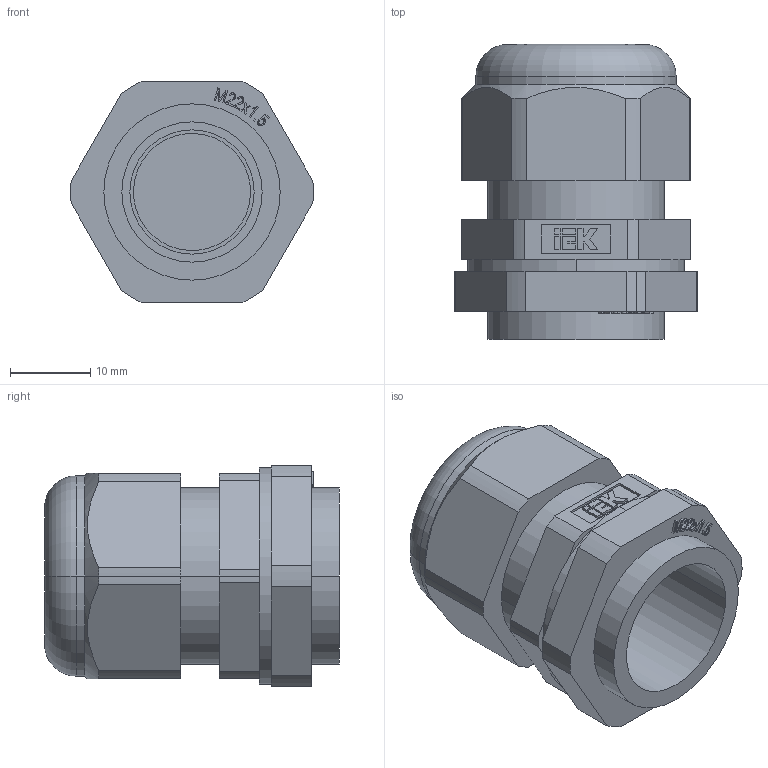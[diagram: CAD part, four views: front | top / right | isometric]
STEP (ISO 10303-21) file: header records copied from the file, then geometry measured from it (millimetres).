
FILE_DESCRIPTION (( 'STEP AP214' ), '1' );
FILE_NAME ('YSA20-14-16-54-K41 Ñàëüíèê PG 16 äèàìåòð ïðîâîäíèêà 9-13ìì IP54 ÈÝÊ.STEP', '2016-11-29T08:28:21', ( '' ), ( '' ), 'SwSTEP 2.0', 'SolidWorks 2014', '' );
FILE_SCHEMA (( 'AUTOMOTIVE_DESIGN' ));
Length unit declared in the file: millimetre
Products named in the file (1): YSA20-14-16-54-K41 Ñàëüíèê PG 16 äèàìåòð ïðîâîäíèêà 9-13ìì IP54 ÈÝÊ
Bounding box: 30.29 x 36.8 x 27.5 mm (x, y, z)
Volume: 10721.6 mm3; surface area: 11375 mm2
Topology: 5 solids, 5 shells, 372 faces, 998 edges, 662 vertices
Faces by surface type: plane 238, bspline 58, cylinder 49, cone 23, torus 4
Entity records: 19111 total; most frequent: CARTESIAN_POINT 5966, ORIENTED_EDGE 1996, DIRECTION 1634, EDGE_CURVE 998, VERTEX_POINT 662, LINE 604, VECTOR 604, AXIS2_PLACEMENT_3D 515
